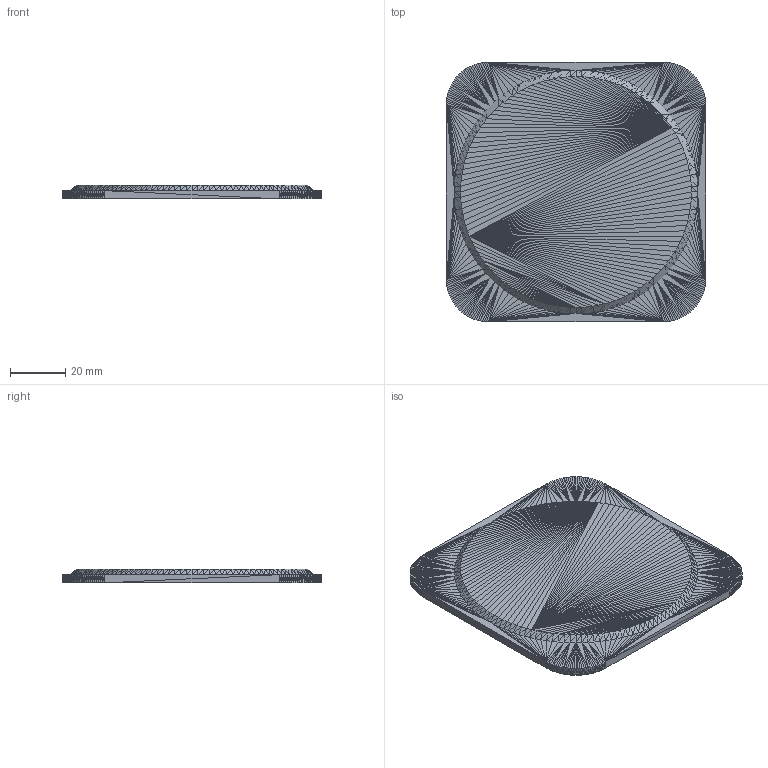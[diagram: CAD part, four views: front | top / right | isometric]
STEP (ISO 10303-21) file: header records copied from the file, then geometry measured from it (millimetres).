
FILE_DESCRIPTION((''),'2;1');
FILE_NAME('Exquisite Trug', '2026-02-22T15:49:59', (''), (''), 'ImageToStl.com STEP Converter','', '');
FILE_SCHEMA(('AUTOMOTIVE_DESIGN_CC2'));
Length unit declared in the file: metre
Products named in the file (1): product0
Bounding box: 94 x 94 x 5 mm (x, y, z)
Surface area: 18524.4 mm2 (no closed solid volume)
Topology: 0 solids, 1036 shells, 1036 faces, 3108 edges, 520 vertices
Faces by surface type: plane 1036
Entity records: 23860 total; most frequent: DIRECTION 5182, ORIENTED_EDGE 3108, EDGE_CURVE 3108, LINE 3108, VECTOR 3108, AXIS2_PLACEMENT_3D 1037, FACE_SURFACE 1036, PLANE 1036
